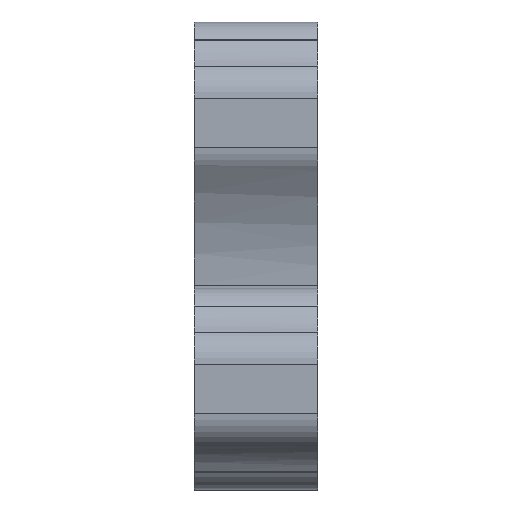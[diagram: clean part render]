
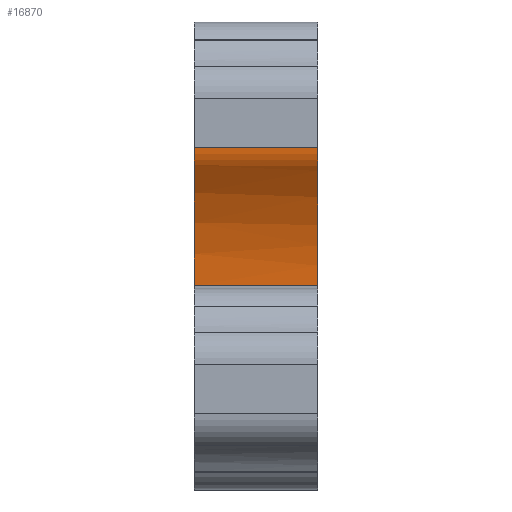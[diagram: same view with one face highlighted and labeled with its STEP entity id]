
A CAD part, front view. The second image highlights one B-rep face of the part: STEP entity #16870.
In plain terms, the highlighted free-form (B-spline) face has degree [2, 1] with [5, 2] control points.
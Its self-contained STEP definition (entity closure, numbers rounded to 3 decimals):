
#15940 = CARTESIAN_POINT ('', (19.05, -6.825, 64.831));
#15950 = VERTEX_POINT ('', #15940);
#15960 = CARTESIAN_POINT ('', (-19.05, -6.825, 64.831));
#15970 = VERTEX_POINT ('', #15960);
#15980 = CARTESIAN_POINT ('', (19.05, -6.825, 64.831));
#15990 = CARTESIAN_POINT ('', (-19.05, -6.825, 64.831));
#16000 = B_SPLINE_CURVE_WITH_KNOTS ('', 1, (#15980, #15990), .UNSPECIFIED., .F., .U., (2, 2), (0., 1.), .UNSPECIFIED.);
#16010 = EDGE_CURVE ('', #15950, #15970, #16000, .T.);
#16020 = ORIENTED_EDGE ('', *, *, #16010, .F.);
#16030 = CARTESIAN_POINT ('', (19.05, -20.295, 107.512));
#16040 = VERTEX_POINT ('', #16030);
#16050 = CARTESIAN_POINT ('', (19.05, -20.295, 107.512));
#16060 = CARTESIAN_POINT ('', (19.05, -20.295, 106.562));
#16070 = CARTESIAN_POINT ('', (19.05, -20.179, 105.626));
#16080 = CARTESIAN_POINT ('', (19.05, -19.947, 104.705));
#16090 = CARTESIAN_POINT ('', (19.05, -19.713, 103.776));
#16100 = CARTESIAN_POINT ('', (19.05, -19.368, 102.891));
#16110 = CARTESIAN_POINT ('', (19.05, -18.913, 102.049));
#16120 = CARTESIAN_POINT ('', (19.05, -18.801, 101.842));
#16130 = CARTESIAN_POINT ('', (19.05, -18.683, 101.638));
#16140 = CARTESIAN_POINT ('', (19.05, -18.558, 101.438));
#16150 = CARTESIAN_POINT ('', (19.05, -18.451, 101.266));
#16160 = CARTESIAN_POINT ('', (19.05, -18.321, 101.071));
#16170 = CARTESIAN_POINT ('', (19.05, -18.169, 100.854));
#16180 = CARTESIAN_POINT ('', (19.05, -17.902, 100.471));
#16190 = CARTESIAN_POINT ('', (19.05, -17.638, 100.085));
#16200 = CARTESIAN_POINT ('', (19.05, -17.379, 99.696));
#16210 = CARTESIAN_POINT ('', (19.05, -16.859, 98.915));
#16220 = CARTESIAN_POINT ('', (19.05, -16.356, 98.123));
#16230 = CARTESIAN_POINT ('', (19.05, -15.871, 97.319));
#16240 = CARTESIAN_POINT ('', (19.05, -13.904, 94.061));
#16250 = CARTESIAN_POINT ('', (19.05, -12.247, 90.653));
#16260 = CARTESIAN_POINT ('', (19.05, -10.899, 87.094));
#16270 = CARTESIAN_POINT ('', (19.05, -9.545, 83.517));
#16280 = CARTESIAN_POINT ('', (19.05, -8.525, 79.847));
#16290 = CARTESIAN_POINT ('', (19.05, -7.84, 76.084));
#16300 = CARTESIAN_POINT ('', (19.05, -7.163, 72.364));
#16310 = CARTESIAN_POINT ('', (19.05, -6.825, 68.613));
#16320 = CARTESIAN_POINT ('', (19.05, -6.825, 64.831));
#16330 = B_SPLINE_CURVE_WITH_KNOTS ('', 3, (#16050, #16060, #16070, #16080, #16090, #16100, #16110, #16120, #16130, #16140, #16150, #16160, #16170, #16180, #16190, #16200, #16210, #16220, #16230, #16240, #16250, #16260, #16270, #16280, #16290, #16300, #16310, #16320), .UNSPECIFIED., .F., .U., (4, 3, 3, 3, 3, 3, 3, 3, 3, 4), (0., 0.063, 0.125, 0.141, 0.156, 0.188, 0.25, 0.5, 0.75, 1.), .UNSPECIFIED.);
#16340 = EDGE_CURVE ('', #16040, #15950, #16330, .T.);
#16350 = ORIENTED_EDGE ('', *, *, #16340, .F.);
#16360 = CARTESIAN_POINT ('', (-19.05, -20.295, 107.512));
#16370 = VERTEX_POINT ('', #16360);
#16380 = CARTESIAN_POINT ('', (19.05, -20.295, 107.512));
#16390 = CARTESIAN_POINT ('', (-19.05, -20.295, 107.512));
#16400 = B_SPLINE_CURVE_WITH_KNOTS ('', 1, (#16380, #16390), .UNSPECIFIED., .F., .U., (2, 2), (0., 1.), .UNSPECIFIED.);
#16410 = EDGE_CURVE ('', #16040, #16370, #16400, .T.);
#16420 = ORIENTED_EDGE ('', *, *, #16410, .T.);
#16430 = CARTESIAN_POINT ('', (-19.05, -6.825, 64.831));
#16440 = CARTESIAN_POINT ('', (-19.05, -6.825, 68.613));
#16450 = CARTESIAN_POINT ('', (-19.05, -7.163, 72.364));
#16460 = CARTESIAN_POINT ('', (-19.05, -7.84, 76.084));
#16470 = CARTESIAN_POINT ('', (-19.05, -8.525, 79.847));
#16480 = CARTESIAN_POINT ('', (-19.05, -9.545, 83.517));
#16490 = CARTESIAN_POINT ('', (-19.05, -10.899, 87.094));
#16500 = CARTESIAN_POINT ('', (-19.05, -12.247, 90.653));
#16510 = CARTESIAN_POINT ('', (-19.05, -13.904, 94.061));
#16520 = CARTESIAN_POINT ('', (-19.05, -15.871, 97.319));
#16530 = CARTESIAN_POINT ('', (-19.05, -16.356, 98.123));
#16540 = CARTESIAN_POINT ('', (-19.05, -16.859, 98.915));
#16550 = CARTESIAN_POINT ('', (-19.05, -17.379, 99.696));
#16560 = CARTESIAN_POINT ('', (-19.05, -17.638, 100.085));
#16570 = CARTESIAN_POINT ('', (-19.05, -17.902, 100.471));
#16580 = CARTESIAN_POINT ('', (-19.05, -18.169, 100.854));
#16590 = CARTESIAN_POINT ('', (-19.05, -18.321, 101.071));
#16600 = CARTESIAN_POINT ('', (-19.05, -18.451, 101.266));
#16610 = CARTESIAN_POINT ('', (-19.05, -18.558, 101.438));
#16620 = CARTESIAN_POINT ('', (-19.05, -18.683, 101.638));
#16630 = CARTESIAN_POINT ('', (-19.05, -18.801, 101.842));
#16640 = CARTESIAN_POINT ('', (-19.05, -18.913, 102.049));
#16650 = CARTESIAN_POINT ('', (-19.05, -19.368, 102.891));
#16660 = CARTESIAN_POINT ('', (-19.05, -19.713, 103.776));
#16670 = CARTESIAN_POINT ('', (-19.05, -19.947, 104.705));
#16680 = CARTESIAN_POINT ('', (-19.05, -20.179, 105.626));
#16690 = CARTESIAN_POINT ('', (-19.05, -20.295, 106.562));
#16700 = CARTESIAN_POINT ('', (-19.05, -20.295, 107.512));
#16710 = B_SPLINE_CURVE_WITH_KNOTS ('', 3, (#16430, #16440, #16450, #16460, #16470, #16480, #16490, #16500, #16510, #16520, #16530, #16540, #16550, #16560, #16570, #16580, #16590, #16600, #16610, #16620, #16630, #16640, #16650, #16660, #16670, #16680, #16690, #16700), .UNSPECIFIED., .F., .U., (4, 3, 3, 3, 3, 3, 3, 3, 3, 4), (0., 0.25, 0.5, 0.75, 0.813, 0.844, 0.859, 0.875, 0.938, 1.), .UNSPECIFIED.);
#16720 = EDGE_CURVE ('', #15970, #16370, #16710, .T.);
#16730 = ORIENTED_EDGE ('', *, *, #16720, .F.);
#16740 = EDGE_LOOP ('', (#16020, #16350, #16420, #16730));
#16750 = FACE_OUTER_BOUND ('', #16740, .T.);
#16760 = CARTESIAN_POINT ('', (19.05, -6.825, 64.831));
#16770 = CARTESIAN_POINT ('', (-19.05, -6.825, 64.831));
#16780 = CARTESIAN_POINT ('', (19.05, -6.825, 84.671));
#16790 = CARTESIAN_POINT ('', (-19.05, -6.825, 84.671));
#16800 = CARTESIAN_POINT ('', (19.05, -18.214, 100.917));
#16810 = CARTESIAN_POINT ('', (-19.05, -18.214, 100.917));
#16820 = CARTESIAN_POINT ('', (19.05, -20.295, 103.886));
#16830 = CARTESIAN_POINT ('', (-19.05, -20.295, 103.886));
#16840 = CARTESIAN_POINT ('', (19.05, -20.295, 107.512));
#16850 = CARTESIAN_POINT ('', (-19.05, -20.295, 107.512));
#16860 = (
   BOUNDED_SURFACE ()
   B_SPLINE_SURFACE (2, 1, ((#16760, #16770), (#16780, #16790), (#16800, #16810), (#16820, #16830), (#16840, #16850)), .UNSPECIFIED., .F., .F., .U.)
   B_SPLINE_SURFACE_WITH_KNOTS ((3, 2, 3), (2, 2), (0.734, 0.777, 0.785), (0., 1.), .UNSPECIFIED.)
   SURFACE ()
   GEOMETRIC_REPRESENTATION_ITEM ()
   RATIONAL_B_SPLINE_SURFACE (((1., 1.), (0.954, 0.954), (1., 1.), (0.954, 0.954), (1., 1.)))
   REPRESENTATION_ITEM ('')
);
#16870 = ADVANCED_FACE ('', (#16750), #16860, .T.);
